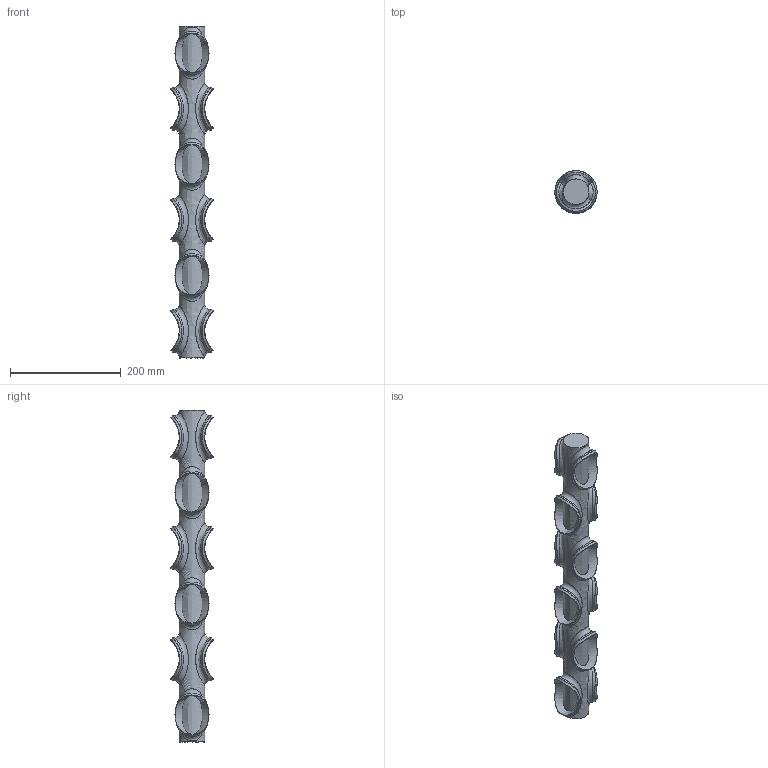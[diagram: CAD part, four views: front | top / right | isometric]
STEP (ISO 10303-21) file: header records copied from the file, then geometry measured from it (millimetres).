
FILE_DESCRIPTION((''),'2;1');
FILE_NAME('RODILLO 60CM 7CM SERV.STP','2025-06-24T10:13:47',(''),(''),'STEP Write','Mastercam X5 ... CNC Software, Inc.','');
FILE_SCHEMA(('AUTOMOTIVE_DESIGN'));
Length unit declared in the file: millimetre
Products named in the file (1): None
Bounding box: 76.2 x 76.2 x 600 mm (x, y, z)
Surface area: 158856.8 mm2 (no closed solid volume)
Topology: 0 solids, 75 shells, 75 faces, 318 edges, 318 vertices
Faces by surface type: bspline 75
Entity records: 104578 total; most frequent: CARTESIAN_POINT 102402, STYLED_ITEM 483, ORIENTED_EDGE 256, B_SPLINE_CURVE_WITH_KNOTS 224, EDGE_CURVE 204, VERTEX_POINT 152, DIRECTION 100, EDGE_LOOP 96
